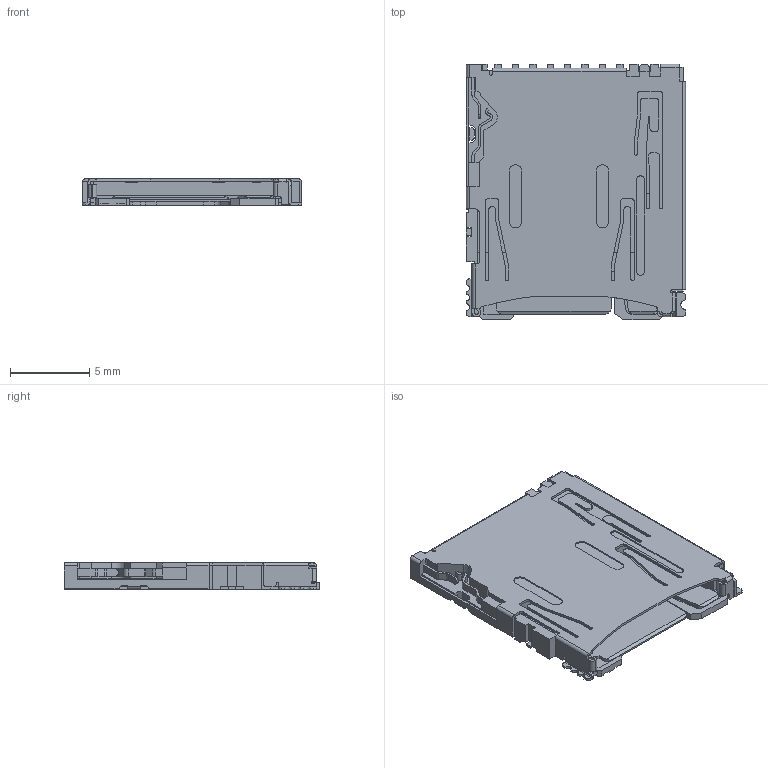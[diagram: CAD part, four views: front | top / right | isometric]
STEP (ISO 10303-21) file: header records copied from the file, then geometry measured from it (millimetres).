
FILE_DESCRIPTION(/* description */ (''),/* implementation_level */ '2;1');
FILE_NAME(/* name */ 'DM3AT-SF-PEJM5 v2.step',/* time_stamp */ '2018-08-23T09:57:58+09:00',/* author */ ('yuqlid'),/* organization */ (''),/* preprocessor_version */ 'ST-DEVELOPER v17',/* originating_system */ 'Autodesk Translation Framework v7.1.0.215',/* authorisation */ '');
FILE_SCHEMA (('AUTOMOTIVE_DESIGN { 1 0 10303 214 3 1 1 }'));
Length unit declared in the file: millimetre
Products named in the file (1): DM3AT-SF-PEJM5
Bounding box: 13.85 x 16.15 x 1.68 mm (x, y, z)
Volume: 232.1 mm3; surface area: 827.6 mm2
Topology: 1 solids, 1 shells, 665 faces, 1882 edges, 1240 vertices
Faces by surface type: plane 475, cylinder 190
Full cylindrical faces by diameter (mm): 1 x1
Entity records: 21498 total; most frequent: CARTESIAN_POINT 3816, ORIENTED_EDGE 3764, DIRECTION 3596, EDGE_CURVE 1882, LINE 1492, VECTOR 1492, VERTEX_POINT 1240, AXIS2_PLACEMENT_3D 1052
